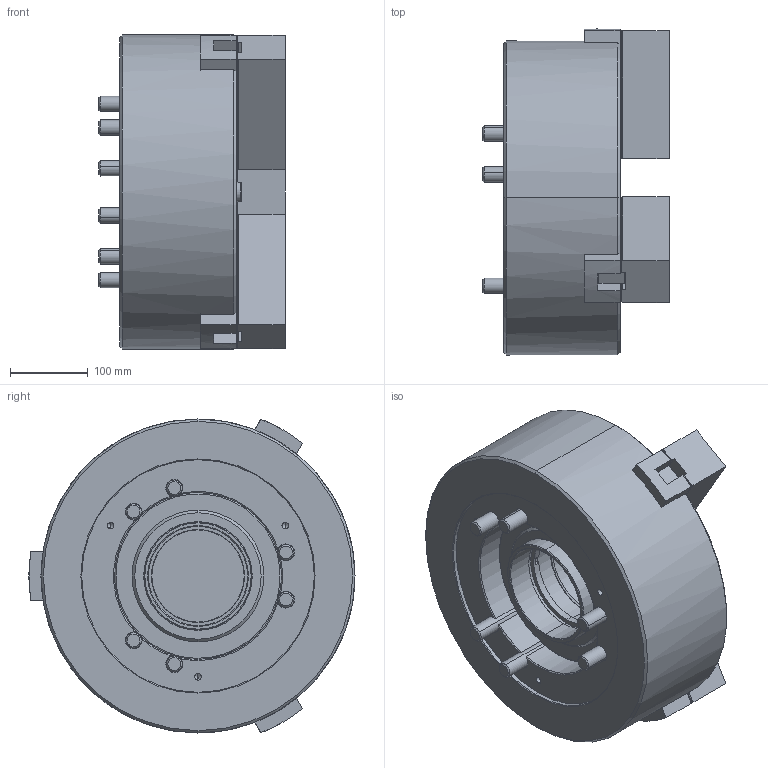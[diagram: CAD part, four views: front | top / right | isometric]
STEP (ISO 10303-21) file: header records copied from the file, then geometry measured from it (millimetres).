
FILE_DESCRIPTION (( 'STEP AP203' ), '1' );
FILE_NAME ('CF-3L-215.STEP', '2022-02-09T00:11:40', ( '' ), ( '' ), 'SwSTEP 2.0', 'SolidWorks 2016', '' );
FILE_SCHEMA (( 'CONFIG_CONTROL_DESIGN' ));
Length unit declared in the file: millimetre
Products named in the file (12): CF-3H-15-08000 ; CF-3L-215-04000_預設(M130x2); 圓頭內六角螺栓_M20x150; CF-3L-215-06000; CF-3L-215; CF-3H-215-04020-(寬25.5)-僅適用於3H-215(18).3L-215; CF-3L-215-01000; SJ-15P; CF-3L-215-02000; 圓頭內六角螺栓_M5x10; CF-3L-215-03000; 圓頭內六角螺栓_M20x50
Assembly tree (32 placements, depth 2):
  CF-3L-215
    CF-3L-215-01000
    CF-3L-215-02000
    CF-3L-215-03000  x3
    CF-3L-215-04000_預設(M130x2)
    CF-3L-215-06000
    CF-3H-15-08000 
    CF-3H-215-04020-(寬25.5)-僅適用於3H-215(18).3L-215  x3
    SJ-15P  x3
    圓頭內六角螺栓_M5x10  x6
    圓頭內六角螺栓_M20x50  x6
    圓頭內六角螺栓_M20x150  x6
Bounding box: 240.25 x 420.45 x 405 mm (x, y, z)
Volume: 18251010.4 mm3; surface area: 1354502 mm2
Topology: 32 solids, 32 shells, 5098 faces, 14688 edges, 9684 vertices
Faces by surface type: plane 3598, cylinder 1313, cone 164, torus 23
Entity records: 60510 total; most frequent: CARTESIAN_POINT 13087, ORIENTED_EDGE 10316, DIRECTION 8560, EDGE_CURVE 5158, LINE 3956, VECTOR 3956, VERTEX_POINT 3411, AXIS2_PLACEMENT_3D 2302
